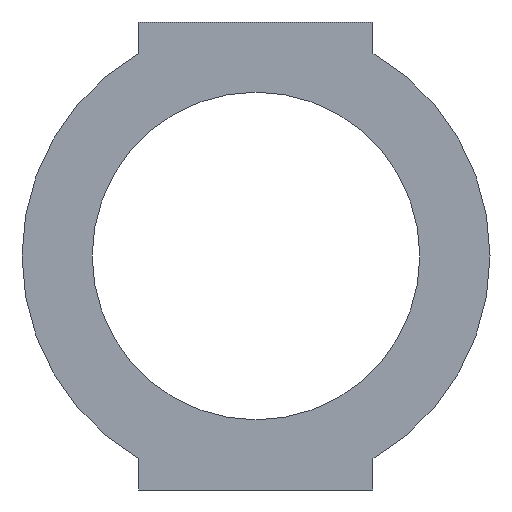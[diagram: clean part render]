
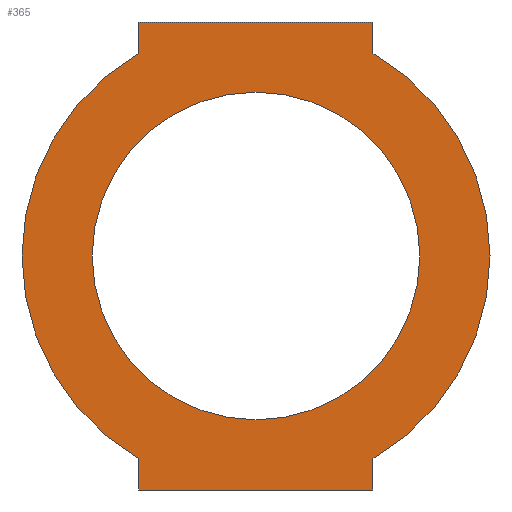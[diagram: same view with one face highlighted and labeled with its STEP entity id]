
A CAD part, front view. The second image highlights one B-rep face of the part: STEP entity #365.
In plain terms, the highlighted planar face has unit normal (0, -1, 0).
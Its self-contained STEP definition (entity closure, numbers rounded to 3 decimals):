
#6 = CARTESIAN_POINT ( 'NONE',  ( 5., 0., -10. ) ) ;
#16 = ORIENTED_EDGE ( 'NONE', *, *, #197, .F. ) ;
#18 = DIRECTION ( 'NONE',  ( 1., 0., 0. ) ) ;
#21 = ORIENTED_EDGE ( 'NONE', *, *, #340, .F. ) ;
#26 = CARTESIAN_POINT ( 'NONE',  ( -5., 0., 0. ) ) ;
#33 = CARTESIAN_POINT ( 'NONE',  ( 0., 0., 10. ) ) ;
#43 = DIRECTION ( 'NONE',  ( 0., 1., 0. ) ) ;
#44 = ORIENTED_EDGE ( 'NONE', *, *, #144, .F. ) ;
#52 = DIRECTION ( 'NONE',  ( 0., 0., 1. ) ) ;
#75 = DIRECTION ( 'NONE',  ( 0., 1., 0. ) ) ;
#76 = CARTESIAN_POINT ( 'NONE',  ( 0., 0., 0. ) ) ;
#78 = CARTESIAN_POINT ( 'NONE',  ( 5., 0., 0. ) ) ;
#83 = VERTEX_POINT ( 'NONE', #443 ) ;
#86 = VERTEX_POINT ( 'NONE', #279 ) ;
#87 = AXIS2_PLACEMENT_3D ( 'NONE', #181, #43, #292 ) ;
#88 = LINE ( 'NONE', #129, #304 ) ;
#92 = VERTEX_POINT ( 'NONE', #101 ) ;
#96 = CIRCLE ( 'NONE', #381, 7. ) ;
#101 = CARTESIAN_POINT ( 'NONE',  ( -5., 0., -8.66 ) ) ;
#109 = VECTOR ( 'NONE', #354, 1000. ) ;
#110 = CARTESIAN_POINT ( 'NONE',  ( 5., 0., 8.66 ) ) ;
#112 = LINE ( 'NONE', #385, #109 ) ;
#117 = CIRCLE ( 'NONE', #175, 10. ) ;
#121 = CARTESIAN_POINT ( 'NONE',  ( 5., 0., -8.66 ) ) ;
#124 = ORIENTED_EDGE ( 'NONE', *, *, #396, .T. ) ;
#129 = CARTESIAN_POINT ( 'NONE',  ( 5., 0., 0. ) ) ;
#144 = EDGE_CURVE ( 'NONE', #83, #227, #275, .T. ) ;
#151 = CARTESIAN_POINT ( 'NONE',  ( -5., 0., 8.66 ) ) ;
#152 = EDGE_CURVE ( 'NONE', #86, #401, #395, .T. ) ;
#154 = VERTEX_POINT ( 'NONE', #6 ) ;
#155 = FACE_BOUND ( 'NONE', #407, .T. ) ;
#156 = VERTEX_POINT ( 'NONE', #110 ) ;
#170 = DIRECTION ( 'NONE',  ( 1., 0., 0. ) ) ;
#175 = AXIS2_PLACEMENT_3D ( 'NONE', #76, #75, #285 ) ;
#181 = CARTESIAN_POINT ( 'NONE',  ( 0., 0., 0. ) ) ;
#184 = CARTESIAN_POINT ( 'NONE',  ( 0., 0., 0. ) ) ;
#185 = VERTEX_POINT ( 'NONE', #218 ) ;
#186 = CARTESIAN_POINT ( 'NONE',  ( 0., 0., 0. ) ) ;
#197 = EDGE_CURVE ( 'NONE', #92, #337, #117, .T. ) ;
#203 = VECTOR ( 'NONE', #170, 1000. ) ;
#214 = ORIENTED_EDGE ( 'NONE', *, *, #353, .T. ) ;
#216 = ORIENTED_EDGE ( 'NONE', *, *, #318, .F. ) ;
#218 = CARTESIAN_POINT ( 'NONE',  ( -5., 0., -10. ) ) ;
#226 = EDGE_CURVE ( 'NONE', #401, #86, #96, .T. ) ;
#227 = VERTEX_POINT ( 'NONE', #248 ) ;
#231 = PLANE ( 'NONE',  #400 ) ;
#246 = VECTOR ( 'NONE', #422, 1000. ) ;
#248 = CARTESIAN_POINT ( 'NONE',  ( 5., 0., 10. ) ) ;
#259 = CARTESIAN_POINT ( 'NONE',  ( 0., 0., -7. ) ) ;
#263 = AXIS2_PLACEMENT_3D ( 'NONE', #311, #277, #350 ) ;
#265 = CARTESIAN_POINT ( 'NONE',  ( 0., 0., -10. ) ) ;
#268 = VECTOR ( 'NONE', #18, 1000. ) ;
#269 = DIRECTION ( 'NONE',  ( 0., 0., 1. ) ) ;
#270 = EDGE_LOOP ( 'NONE', ( #16, #21, #214, #327, #216, #124, #44, #301 ) ) ;
#275 = LINE ( 'NONE', #33, #203 ) ;
#277 = DIRECTION ( 'NONE',  ( 0., 1., 0. ) ) ;
#279 = CARTESIAN_POINT ( 'NONE',  ( 0., 0., 7. ) ) ;
#285 = DIRECTION ( 'NONE',  ( 0., 0., 1. ) ) ;
#287 = LINE ( 'NONE', #78, #246 ) ;
#292 = DIRECTION ( 'NONE',  ( 0., 0., 1. ) ) ;
#294 = LINE ( 'NONE', #26, #436 ) ;
#296 = EDGE_CURVE ( 'NONE', #154, #371, #287, .T. ) ;
#298 = DIRECTION ( 'NONE',  ( 0., 0., 1. ) ) ;
#301 = ORIENTED_EDGE ( 'NONE', *, *, #309, .F. ) ;
#304 = VECTOR ( 'NONE', #52, 1000. ) ;
#305 = FACE_OUTER_BOUND ( 'NONE', #270, .T. ) ;
#306 = ORIENTED_EDGE ( 'NONE', *, *, #152, .T. ) ;
#309 = EDGE_CURVE ( 'NONE', #337, #83, #112, .T. ) ;
#311 = CARTESIAN_POINT ( 'NONE',  ( 0., 0., 0. ) ) ;
#318 = EDGE_CURVE ( 'NONE', #156, #371, #360, .T. ) ;
#320 = DIRECTION ( 'NONE',  ( 0., 0., 1. ) ) ;
#327 = ORIENTED_EDGE ( 'NONE', *, *, #296, .T. ) ;
#329 = LINE ( 'NONE', #265, #268 ) ;
#337 = VERTEX_POINT ( 'NONE', #151 ) ;
#340 = EDGE_CURVE ( 'NONE', #185, #92, #294, .T. ) ;
#350 = DIRECTION ( 'NONE',  ( 0., 0., 1. ) ) ;
#352 = ORIENTED_EDGE ( 'NONE', *, *, #226, .T. ) ;
#353 = EDGE_CURVE ( 'NONE', #185, #154, #329, .T. ) ;
#354 = DIRECTION ( 'NONE',  ( 0., 0., 1. ) ) ;
#360 = CIRCLE ( 'NONE', #87, 10. ) ;
#365 = ADVANCED_FACE ( 'NONE', ( #305, #155 ), #231, .F. ) ;
#371 = VERTEX_POINT ( 'NONE', #121 ) ;
#381 = AXIS2_PLACEMENT_3D ( 'NONE', #184, #420, #320 ) ;
#385 = CARTESIAN_POINT ( 'NONE',  ( -5., 0., 0. ) ) ;
#395 = CIRCLE ( 'NONE', #263, 7. ) ;
#396 = EDGE_CURVE ( 'NONE', #156, #227, #88, .T. ) ;
#400 = AXIS2_PLACEMENT_3D ( 'NONE', #186, #438, #269 ) ;
#401 = VERTEX_POINT ( 'NONE', #259 ) ;
#407 = EDGE_LOOP ( 'NONE', ( #352, #306 ) ) ;
#420 = DIRECTION ( 'NONE',  ( 0., 1., 0. ) ) ;
#422 = DIRECTION ( 'NONE',  ( 0., 0., 1. ) ) ;
#436 = VECTOR ( 'NONE', #298, 1000. ) ;
#438 = DIRECTION ( 'NONE',  ( 0., 1., 0. ) ) ;
#443 = CARTESIAN_POINT ( 'NONE',  ( -5., 0., 10. ) ) ;
